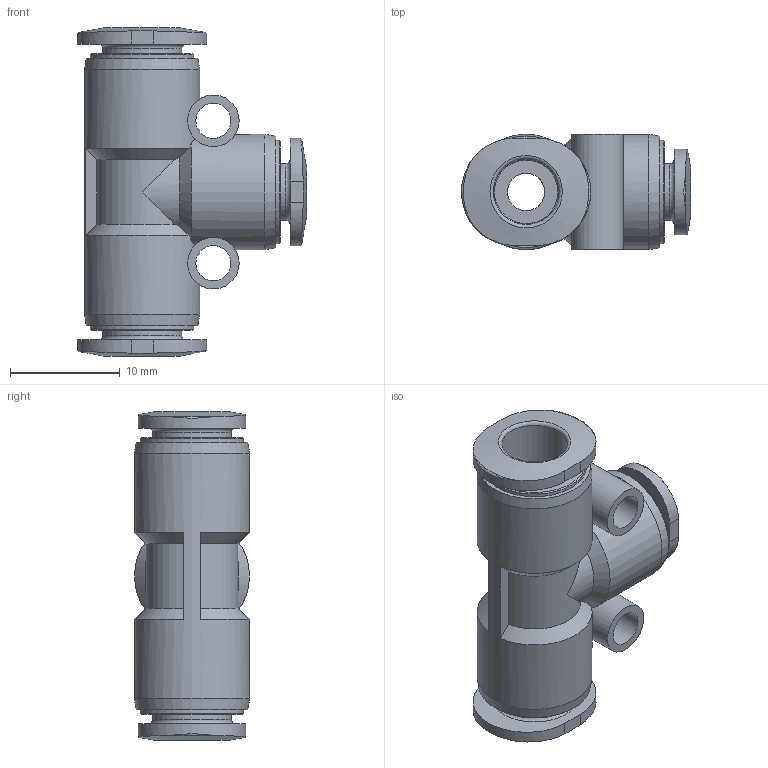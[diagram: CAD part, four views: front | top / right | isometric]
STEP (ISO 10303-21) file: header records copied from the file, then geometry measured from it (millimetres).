
FILE_DESCRIPTION(/* description */ ('STEP AP214'),/* implementation_level */ '2;1');
FILE_NAME(/* name */ '153369_QSMT-6-4',/* time_stamp */ '2024-09-10T17:39:18+02:00',/* author */ ('License CC BY-ND 4.0'),/* organization */ ('CADENAS'),/* preprocessor_version */ 'ST-DEVELOPER v19.3',/* originating_system */ 'PARTsolutions',/* authorisation */ ' ');
FILE_SCHEMA (('AUTOMOTIVE_DESIGN {1 0 10303 214 3 1 1}'));
Length unit declared in the file: millimetre
Products named in the file (1): 153369 QSMT-6-4
Bounding box: 20.9 x 10.5 x 30 mm (x, y, z)
Volume: 2395.3 mm3; surface area: 2766.7 mm2
Topology: 1 solids, 1 shells, 81 faces, 196 edges, 128 vertices
Faces by surface type: cylinder 27, plane 24, cone 15, torus 15
Full cylindrical faces by diameter (mm): 2.6 x1, 3.2 x2, 3.4 x1, 4 x1, 4.7 x2, 5.2 x1, 6 x2, 7.2 x2, 9.45 x3, 10.5 x2
Entity records: 2859 total; most frequent: CARTESIAN_POINT 574, DIRECTION 344, ORIENTED_EDGE 304, AXIS2_PLACEMENT_3D 161, EDGE_CURVE 152, EDGE_LOOP 136, FACE_BOUND 136, VERTEX_POINT 120
